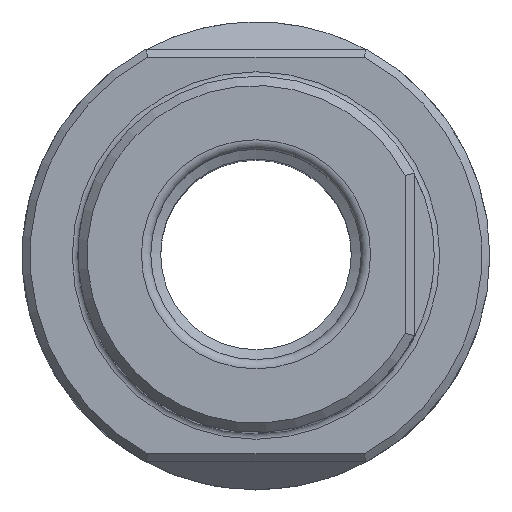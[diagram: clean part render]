
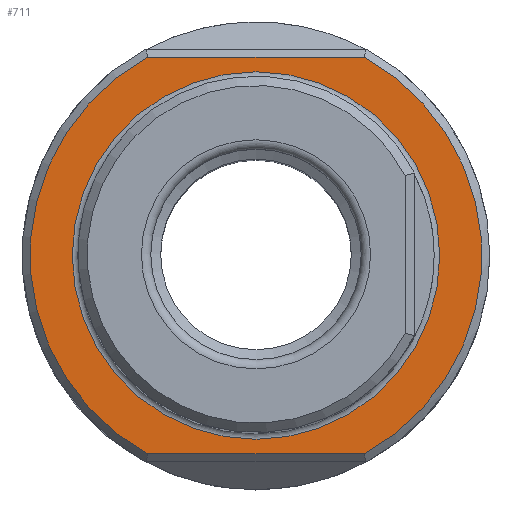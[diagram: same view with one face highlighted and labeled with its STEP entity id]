
A CAD part, top view. The second image highlights one B-rep face of the part: STEP entity #711.
In plain terms, the highlighted planar face has unit normal (0, 0, 1).
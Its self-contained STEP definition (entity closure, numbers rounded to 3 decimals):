
#50=PLANE('',#755);
#69=LINE('',#983,#86);
#70=LINE('',#987,#87);
#86=VECTOR('',#836,1000.);
#87=VECTOR('',#839,1000.);
#108=ORIENTED_EDGE('',*,*,#232,.F.);
#109=ORIENTED_EDGE('',*,*,#233,.T.);
#110=ORIENTED_EDGE('',*,*,#234,.T.);
#111=ORIENTED_EDGE('',*,*,#235,.T.);
#112=ORIENTED_EDGE('',*,*,#236,.T.);
#232=EDGE_CURVE('',#294,#294,#334,.T.);
#233=EDGE_CURVE('',#295,#296,#335,.F.);
#234=EDGE_CURVE('',#296,#297,#69,.T.);
#235=EDGE_CURVE('',#297,#298,#336,.F.);
#236=EDGE_CURVE('',#298,#295,#70,.T.);
#294=VERTEX_POINT('',#979);
#295=VERTEX_POINT('',#981);
#296=VERTEX_POINT('',#982);
#297=VERTEX_POINT('',#984);
#298=VERTEX_POINT('',#986);
#334=CIRCLE('',#756,19.65);
#335=CIRCLE('',#757,24.15);
#336=CIRCLE('',#758,24.15);
#359=EDGE_LOOP('',(#108));
#360=EDGE_LOOP('',(#109,#110,#111,#112));
#411=FACE_BOUND('',#359,.T.);
#412=FACE_BOUND('',#360,.T.);
#711=ADVANCED_FACE('',(#411,#412),#50,.F.);
#755=AXIS2_PLACEMENT_3D('',#977,#830,#831);
#756=AXIS2_PLACEMENT_3D('',#978,#832,#833);
#757=AXIS2_PLACEMENT_3D('',#980,#834,#835);
#758=AXIS2_PLACEMENT_3D('',#985,#837,#838);
#830=DIRECTION('',(0.,0.,-1.));
#831=DIRECTION('',(-1.,0.,0.));
#832=DIRECTION('',(0.,0.,1.));
#833=DIRECTION('',(1.,0.,0.));
#834=DIRECTION('',(0.,0.,-1.));
#835=DIRECTION('',(-1.,0.,0.));
#836=DIRECTION('',(-1.,0.,0.));
#837=DIRECTION('',(0.,0.,-1.));
#838=DIRECTION('',(-1.,0.,0.));
#839=DIRECTION('',(1.,0.,0.));
#977=CARTESIAN_POINT('',(25.,0.,55.));
#978=CARTESIAN_POINT('',(0.,0.,55.));
#979=CARTESIAN_POINT('',(19.65,0.,55.));
#980=CARTESIAN_POINT('',(0.,0.,55.));
#981=CARTESIAN_POINT('',(11.566,-21.2,55.));
#982=CARTESIAN_POINT('',(11.566,21.2,55.));
#983=CARTESIAN_POINT('',(25.,21.2,55.));
#984=CARTESIAN_POINT('',(-11.566,21.2,55.));
#985=CARTESIAN_POINT('',(0.,0.,55.));
#986=CARTESIAN_POINT('',(-11.566,-21.2,55.));
#987=CARTESIAN_POINT('',(9.961,-21.2,55.));
